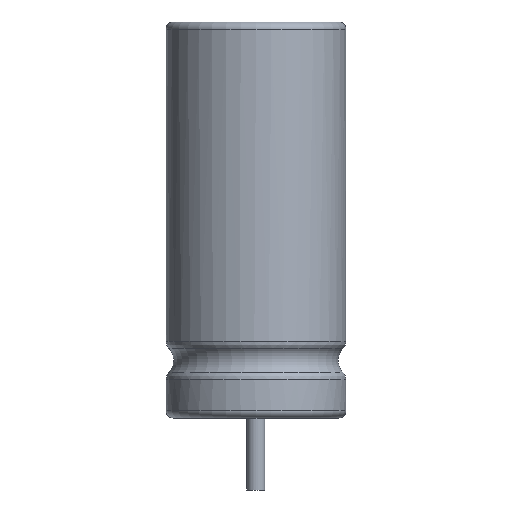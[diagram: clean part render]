
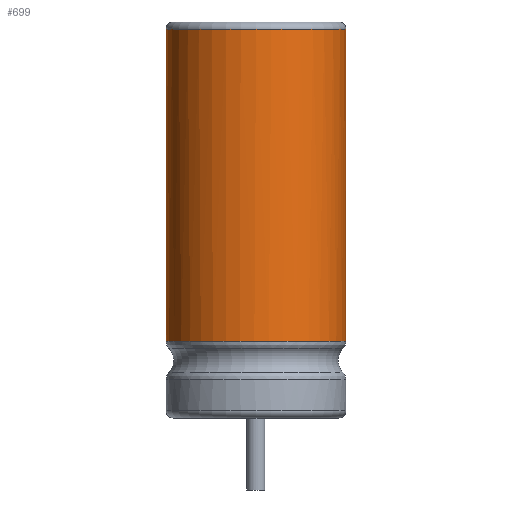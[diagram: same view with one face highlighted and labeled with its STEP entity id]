
A CAD part, left-side view. The second image highlights one B-rep face of the part: STEP entity #699.
In plain terms, the highlighted cylindrical face has radius 2.5 mm (diameter 5 mm), a partial arc.
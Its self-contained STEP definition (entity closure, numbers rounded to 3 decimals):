
#13=DIRECTION('',(0.,0.,1.));
#27=VECTOR('',#13,1.);
#35=DIRECTION('',(0.,-0.,1.));
#36=DIRECTION('',(0.924,0.383,0.));
#261=CARTESIAN_POINT('',(3.31,0.957,2.));
#265=CARTESIAN_POINT('',(3.31,-0.957,2.));
#268=CARTESIAN_POINT('',(1.,0.,2.));
#387=VERTEX_POINT('',#388);
#388=CARTESIAN_POINT('',(3.31,0.957,2.135));
#389=LINE('',#261,#27);
#391=EDGE_CURVE('',#387,#392,#389,.T.);
#392=VERTEX_POINT('',#393);
#393=CARTESIAN_POINT('',(3.31,0.957,10.8));
#396=VERTEX_POINT('',#397);
#397=CARTESIAN_POINT('',(3.31,-0.957,10.8));
#400=CARTESIAN_POINT('',(1.,0.,10.8));
#402=EDGE_CURVE('',#403,#396,#405,.T.);
#403=VERTEX_POINT('',#404);
#404=CARTESIAN_POINT('',(3.31,-0.957,2.135));
#405=LINE('',#265,#27);
#598=ORIENTED_EDGE('',*,*,#599,.T.);
#599=EDGE_CURVE('',#387,#403,#600,.T.);
#600=B_SPLINE_CURVE_WITH_KNOTS('',11,(#601,#602,#603,#604,#605,#606,#607,#608,#609,#610,#611,#612,#613,#614,#615,#616,#617,#618,#619,#620,#621,#622,#623,#624,#625,#626,#627,#628,#629,#630,#631,#632),.UNSPECIFIED.,.F.,.F.,(12,10,10,12),(-0.586,0.,13.744,14.33),.UNSPECIFIED.);
#601=CARTESIAN_POINT('',(3.534,0.416,2.135));
#602=CARTESIAN_POINT('',(3.513,0.465,2.135));
#603=CARTESIAN_POINT('',(3.493,0.515,2.135));
#604=CARTESIAN_POINT('',(3.472,0.564,2.135));
#605=CARTESIAN_POINT('',(3.452,0.613,2.135));
#606=CARTESIAN_POINT('',(3.432,0.663,2.135));
#607=CARTESIAN_POINT('',(3.411,0.712,2.135));
#608=CARTESIAN_POINT('',(3.391,0.761,2.135));
#609=CARTESIAN_POINT('',(3.37,0.81,2.135));
#610=CARTESIAN_POINT('',(3.35,0.859,2.135));
#611=CARTESIAN_POINT('',(3.33,0.908,2.135));
#612=CARTESIAN_POINT('',(2.835,2.103,2.135));
#613=CARTESIAN_POINT('',(1.728,3.009,2.135));
#614=CARTESIAN_POINT('',(0.106,3.257,2.135));
#615=CARTESIAN_POINT('',(-1.476,2.507,2.135));
#616=CARTESIAN_POINT('',(-2.589,1.06,2.135));
#617=CARTESIAN_POINT('',(-2.589,-1.06,2.135));
#618=CARTESIAN_POINT('',(-1.476,-2.507,2.135));
#619=CARTESIAN_POINT('',(0.106,-3.257,2.135));
#620=CARTESIAN_POINT('',(1.728,-3.009,2.135));
#621=CARTESIAN_POINT('',(2.835,-2.103,2.135));
#622=CARTESIAN_POINT('',(3.33,-0.908,2.135));
#623=CARTESIAN_POINT('',(3.35,-0.859,2.135));
#624=CARTESIAN_POINT('',(3.37,-0.81,2.135));
#625=CARTESIAN_POINT('',(3.391,-0.761,2.135));
#626=CARTESIAN_POINT('',(3.411,-0.712,2.135));
#627=CARTESIAN_POINT('',(3.432,-0.663,2.135));
#628=CARTESIAN_POINT('',(3.452,-0.613,2.135));
#629=CARTESIAN_POINT('',(3.472,-0.564,2.135));
#630=CARTESIAN_POINT('',(3.493,-0.515,2.135));
#631=CARTESIAN_POINT('',(3.513,-0.465,2.135));
#632=CARTESIAN_POINT('',(3.534,-0.416,2.135));
#699=ADVANCED_FACE('',(#700),#708,.T.);
#700=FACE_BOUND('',#701,.T.);
#701=EDGE_LOOP('',(#702,#598,#703,#704));
#702=ORIENTED_EDGE('',*,*,#391,.F.);
#703=ORIENTED_EDGE('',*,*,#402,.T.);
#704=ORIENTED_EDGE('',*,*,#705,.F.);
#705=EDGE_CURVE('',#392,#396,#706,.T.);
#706=CIRCLE('',#707,2.5);
#707=AXIS2_PLACEMENT_3D('',#400,#35,#36);
#708=CYLINDRICAL_SURFACE('',#709,2.5);
#709=AXIS2_PLACEMENT_3D('',#268,#13,#36);
